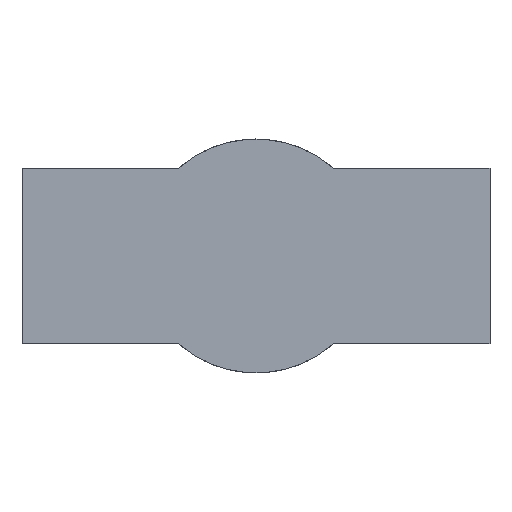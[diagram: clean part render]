
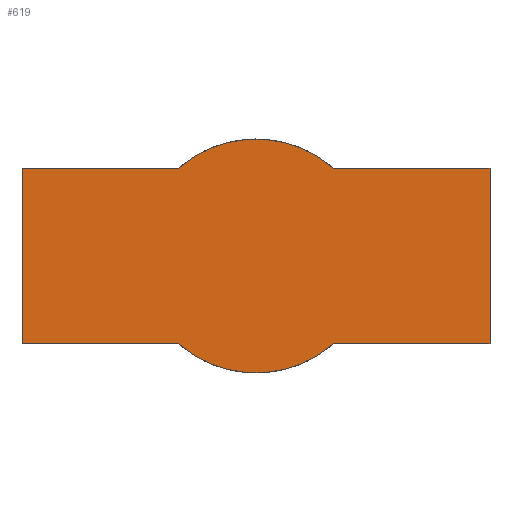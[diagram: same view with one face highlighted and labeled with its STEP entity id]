
A CAD part, front view. The second image highlights one B-rep face of the part: STEP entity #619.
In plain terms, the highlighted planar face has unit normal (0, -1, 0).
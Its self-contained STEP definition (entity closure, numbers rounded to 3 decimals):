
#88=CIRCLE('',#675,2.);
#89=CIRCLE('',#676,2.);
#104=FACE_OUTER_BOUND('',#141,.T.);
#141=EDGE_LOOP('',(#442,#443,#444,#445,#446,#447,#448,#449));
#171=LINE('',#850,#212);
#181=LINE('',#876,#222);
#183=LINE('',#881,#224);
#185=LINE('',#884,#226);
#188=LINE('',#890,#229);
#189=LINE('',#892,#230);
#212=VECTOR('',#714,10.);
#222=VECTOR('',#736,10.);
#224=VECTOR('',#740,10.);
#226=VECTOR('',#744,10.);
#229=VECTOR('',#749,10.);
#230=VECTOR('',#752,10.);
#252=VERTEX_POINT('',#846);
#254=VERTEX_POINT('',#849);
#263=VERTEX_POINT('',#872);
#264=VERTEX_POINT('',#874);
#265=VERTEX_POINT('',#878);
#266=VERTEX_POINT('',#880);
#267=VERTEX_POINT('',#886);
#268=VERTEX_POINT('',#888);
#315=EDGE_CURVE('',#252,#254,#171,.T.);
#328=EDGE_CURVE('',#264,#263,#181,.T.);
#330=EDGE_CURVE('',#265,#266,#183,.T.);
#332=EDGE_CURVE('',#254,#264,#185,.T.);
#335=EDGE_CURVE('',#268,#267,#188,.T.);
#336=EDGE_CURVE('',#266,#268,#189,.T.);
#337=EDGE_CURVE('',#267,#252,#88,.T.);
#338=EDGE_CURVE('',#263,#265,#89,.T.);
#442=ORIENTED_EDGE('',*,*,#337,.F.);
#443=ORIENTED_EDGE('',*,*,#335,.F.);
#444=ORIENTED_EDGE('',*,*,#336,.F.);
#445=ORIENTED_EDGE('',*,*,#330,.F.);
#446=ORIENTED_EDGE('',*,*,#338,.F.);
#447=ORIENTED_EDGE('',*,*,#328,.F.);
#448=ORIENTED_EDGE('',*,*,#332,.F.);
#449=ORIENTED_EDGE('',*,*,#315,.F.);
#607=PLANE('',#674);
#619=ADVANCED_FACE('',(#104),#607,.F.);
#674=AXIS2_PLACEMENT_3D('',#893,#753,#754);
#675=AXIS2_PLACEMENT_3D('',#894,#755,#756);
#676=AXIS2_PLACEMENT_3D('',#895,#757,#758);
#714=DIRECTION('',(-1.,0.,0.));
#736=DIRECTION('',(1.,0.,0.));
#740=DIRECTION('',(1.,0.,0.));
#744=DIRECTION('',(0.,0.,1.));
#749=DIRECTION('',(-1.,0.,0.));
#752=DIRECTION('',(0.,0.,-1.));
#753=DIRECTION('center_axis',(0.,1.,0.));
#754=DIRECTION('ref_axis',(1.,0.,0.));
#755=DIRECTION('center_axis',(0.,1.,0.));
#756=DIRECTION('ref_axis',(1.,0.,0.));
#757=DIRECTION('center_axis',(0.,1.,0.));
#758=DIRECTION('ref_axis',(1.,0.,0.));
#846=CARTESIAN_POINT('',(-1.323,0.,-1.5));
#849=CARTESIAN_POINT('',(-4.,0.,-1.5));
#850=CARTESIAN_POINT('',(4.,0.,-1.5));
#872=CARTESIAN_POINT('',(-1.323,0.,1.5));
#874=CARTESIAN_POINT('',(-4.,0.,1.5));
#876=CARTESIAN_POINT('',(-4.,0.,1.5));
#878=CARTESIAN_POINT('',(1.323,0.,1.5));
#880=CARTESIAN_POINT('',(4.,0.,1.5));
#881=CARTESIAN_POINT('',(-4.,0.,1.5));
#884=CARTESIAN_POINT('',(-4.,0.,-1.5));
#886=CARTESIAN_POINT('',(1.323,0.,-1.5));
#888=CARTESIAN_POINT('',(4.,0.,-1.5));
#890=CARTESIAN_POINT('',(4.,0.,-1.5));
#892=CARTESIAN_POINT('',(4.,0.,1.5));
#893=CARTESIAN_POINT('Origin',(0.,0.,0.));
#894=CARTESIAN_POINT('Origin',(0.,0.,0.));
#895=CARTESIAN_POINT('Origin',(0.,0.,0.));
